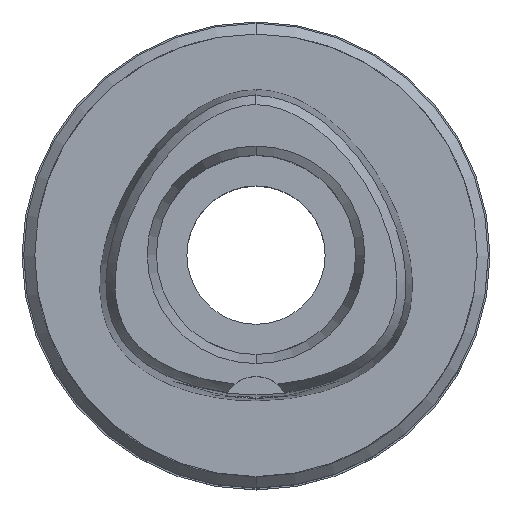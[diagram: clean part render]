
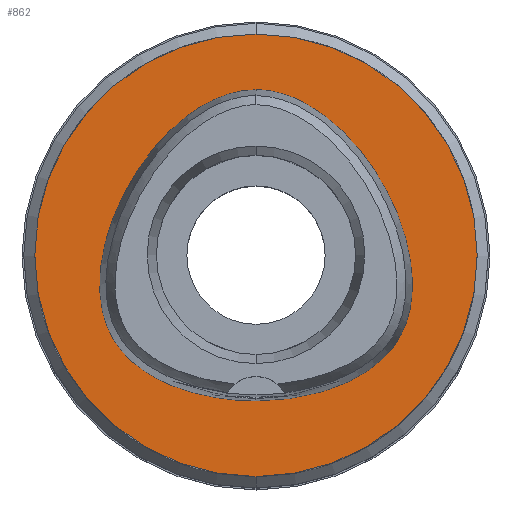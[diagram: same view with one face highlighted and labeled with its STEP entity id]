
A CAD part, top view. The second image highlights one B-rep face of the part: STEP entity #862.
In plain terms, the highlighted planar face has unit normal (0, 0, 1).
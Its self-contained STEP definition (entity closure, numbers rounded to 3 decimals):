
#68 = CARTESIAN_POINT ( 'NONE',  ( -6.373, 12.669, 0. ) ) ;
#90 = AXIS2_PLACEMENT_3D ( 'NONE', #239, #4646, #1678 ) ;
#113 = CARTESIAN_POINT ( 'NONE',  ( -3.782, 14.194, 0. ) ) ;
#133 = CARTESIAN_POINT ( 'NONE',  ( -13.738, -5.737, 0. ) ) ;
#160 = CARTESIAN_POINT ( 'NONE',  ( -13.214, 2.96, 0. ) ) ;
#215 = DIRECTION ( 'NONE',  ( 0., -1., 0. ) ) ;
#239 = CARTESIAN_POINT ( 'NONE',  ( 0., 0., 0. ) ) ;
#242 = ORIENTED_EDGE ( 'NONE', *, *, #1847, .F. ) ;
#444 = CARTESIAN_POINT ( 'NONE',  ( -7.162, -12.032, 0. ) ) ;
#566 = CARTESIAN_POINT ( 'NONE',  ( 0., 0., 0. ) ) ;
#718 = EDGE_LOOP ( 'NONE', ( #4058, #956 ) ) ;
#822 = CARTESIAN_POINT ( 'NONE',  ( 1.632, 14.847, 0. ) ) ;
#862 = ADVANCED_FACE ( 'NONE', ( #2406, #1337 ), #1710, .F. ) ;
#956 = ORIENTED_EDGE ( 'NONE', *, *, #3820, .F. ) ;
#1045 = CARTESIAN_POINT ( 'NONE',  ( 0., -13.163, 0. ) ) ;
#1154 = CARTESIAN_POINT ( 'NONE',  ( -14.173, -2.619, 0. ) ) ;
#1163 = B_SPLINE_CURVE_WITH_KNOTS ( 'NONE', 3,
 ( #3416, #3085, #1625, #4460, #1228, #2279, #3037, #1911, #4530, #1303, #1953, #3387, #4052, #1603, #1274, #4149, #1977, #3715, #4483, #822, #2622, #1929 ),
 .UNSPECIFIED., .F., .F.,
 ( 4, 1, 1, 1, 1, 1, 1, 1, 1, 1, 1, 1, 1, 1, 1, 1, 1, 1, 1, 4 ),
 ( 0., 0.083, 0.167, 0.208, 0.25, 0.292, 0.312, 0.333, 0.354, 0.375, 0.417, 0.458, 0.5, 0.583, 0.667, 0.75, 0.833, 0.917, 0.958, 1. ),
 .UNSPECIFIED. ) ;
#1195 = CARTESIAN_POINT ( 'NONE',  ( 0., -13.163, 0. ) ) ;
#1228 = CARTESIAN_POINT ( 'NONE',  ( 9.355, -10.965, 0. ) ) ;
#1274 = CARTESIAN_POINT ( 'NONE',  ( 13.214, 2.96, 0. ) ) ;
#1283 = DIRECTION ( 'NONE',  ( 0., 0., -1. ) ) ;
#1303 = CARTESIAN_POINT ( 'NONE',  ( 13.341, -6.76, 0. ) ) ;
#1337 = FACE_BOUND ( 'NONE', #2949, .T. ) ;
#1512 = CARTESIAN_POINT ( 'NONE',  ( -12.525, -8.174, 0. ) ) ;
#1550 = CARTESIAN_POINT ( 'NONE',  ( -14.001, -0.186, 0. ) ) ;
#1603 = CARTESIAN_POINT ( 'NONE',  ( 14.001, -0.186, 0. ) ) ;
#1625 = CARTESIAN_POINT ( 'NONE',  ( 4.043, -12.924, 0. ) ) ;
#1678 = DIRECTION ( 'NONE',  ( 0., 1., 0. ) ) ;
#1710 = PLANE ( 'NONE',  #3837 ) ;
#1811 = CARTESIAN_POINT ( 'NONE',  ( 0., 14.963, 0. ) ) ;
#1827 = AXIS2_PLACEMENT_3D ( 'NONE', #566, #2001, #215 ) ;
#1847 = EDGE_CURVE ( 'NONE', #3378, #2889, #3997, .T. ) ;
#1905 = CARTESIAN_POINT ( 'NONE',  ( -11.503, 6.641, 0. ) ) ;
#1911 = CARTESIAN_POINT ( 'NONE',  ( 12.525, -8.174, 0. ) ) ;
#1929 = CARTESIAN_POINT ( 'NONE',  ( 0., 14.963, 0. ) ) ;
#1953 = CARTESIAN_POINT ( 'NONE',  ( 13.738, -5.737, 0. ) ) ;
#1977 = CARTESIAN_POINT ( 'NONE',  ( 9.171, 9.964, 0. ) ) ;
#2001 = DIRECTION ( 'NONE',  ( 0., 0., -1. ) ) ;
#2230 = CARTESIAN_POINT ( 'NONE',  ( -0.544, 14.963, 0. ) ) ;
#2249 = CARTESIAN_POINT ( 'NONE',  ( -11.837, -9.029, 0. ) ) ;
#2279 = CARTESIAN_POINT ( 'NONE',  ( 10.811, -9.988, 0. ) ) ;
#2296 = CARTESIAN_POINT ( 'NONE',  ( -13.341, -6.76, 0. ) ) ;
#2406 = FACE_OUTER_BOUND ( 'NONE', #718, .T. ) ;
#2595 = CARTESIAN_POINT ( 'NONE',  ( 0., 14.963, 0. ) ) ;
#2622 = CARTESIAN_POINT ( 'NONE',  ( 0.544, 14.963, 0. ) ) ;
#2641 = CARTESIAN_POINT ( 'NONE',  ( -1.632, 14.847, 0. ) ) ;
#2734 = DIRECTION ( 'NONE',  ( 0., -1., 0. ) ) ;
#2889 = VERTEX_POINT ( 'NONE', #1045 ) ;
#2931 = VERTEX_POINT ( 'NONE', #4606 ) ;
#2949 = EDGE_LOOP ( 'NONE', ( #242, #4555 ) ) ;
#2979 = CARTESIAN_POINT ( 'NONE',  ( -10.811, -9.988, 0. ) ) ;
#3016 = EDGE_CURVE ( 'NONE', #2889, #3378, #1163, .T. ) ;
#3037 = CARTESIAN_POINT ( 'NONE',  ( 11.837, -9.029, 0. ) ) ;
#3070 = CARTESIAN_POINT ( 'NONE',  ( 0., 0., 0. ) ) ;
#3085 = CARTESIAN_POINT ( 'NONE',  ( 1.348, -13.163, 0. ) ) ;
#3100 = VERTEX_POINT ( 'NONE', #3177 ) ;
#3177 = CARTESIAN_POINT ( 'NONE',  ( 0., -20., 0. ) ) ;
#3197 = EDGE_CURVE ( 'NONE', #2931, #3100, #4532, .T. ) ;
#3378 = VERTEX_POINT ( 'NONE', #1811 ) ;
#3387 = CARTESIAN_POINT ( 'NONE',  ( 14.056, -4.369, 0. ) ) ;
#3416 = CARTESIAN_POINT ( 'NONE',  ( 0., -13.163, 0. ) ) ;
#3626 = CIRCLE ( 'NONE', #1827, 20. ) ;
#3661 = CARTESIAN_POINT ( 'NONE',  ( -9.355, -10.965, 0. ) ) ;
#3688 = CARTESIAN_POINT ( 'NONE',  ( -9.171, 9.964, 0. ) ) ;
#3715 = CARTESIAN_POINT ( 'NONE',  ( 6.373, 12.669, 0. ) ) ;
#3820 = EDGE_CURVE ( 'NONE', #3100, #2931, #3626, .T. ) ;
#3837 = AXIS2_PLACEMENT_3D ( 'NONE', #3070, #1283, #2734 ) ;
#3997 = B_SPLINE_CURVE_WITH_KNOTS ( 'NONE', 3,
 ( #2595, #2230, #2641, #113, #68, #3688, #1905, #160, #1550, #1154, #4048, #133, #2296, #4029, #1512, #2249, #2979, #3661, #444, #4091, #4428, #1195 ),
 .UNSPECIFIED., .F., .F.,
 ( 4, 1, 1, 1, 1, 1, 1, 1, 1, 1, 1, 1, 1, 1, 1, 1, 1, 1, 1, 4 ),
 ( 0., 0.042, 0.083, 0.167, 0.25, 0.333, 0.417, 0.5, 0.542, 0.583, 0.625, 0.646, 0.667, 0.688, 0.708, 0.75, 0.792, 0.833, 0.917, 1. ),
 .UNSPECIFIED. ) ;
#4029 = CARTESIAN_POINT ( 'NONE',  ( -12.971, -7.489, 0. ) ) ;
#4048 = CARTESIAN_POINT ( 'NONE',  ( -14.056, -4.369, 0. ) ) ;
#4052 = CARTESIAN_POINT ( 'NONE',  ( 14.173, -2.619, 0. ) ) ;
#4058 = ORIENTED_EDGE ( 'NONE', *, *, #3197, .F. ) ;
#4091 = CARTESIAN_POINT ( 'NONE',  ( -4.043, -12.924, 0. ) ) ;
#4149 = CARTESIAN_POINT ( 'NONE',  ( 11.503, 6.641, 0. ) ) ;
#4428 = CARTESIAN_POINT ( 'NONE',  ( -1.348, -13.163, 0. ) ) ;
#4460 = CARTESIAN_POINT ( 'NONE',  ( 7.162, -12.032, 0. ) ) ;
#4483 = CARTESIAN_POINT ( 'NONE',  ( 3.782, 14.194, 0. ) ) ;
#4530 = CARTESIAN_POINT ( 'NONE',  ( 12.971, -7.489, 0. ) ) ;
#4532 = CIRCLE ( 'NONE', #90, 20. ) ;
#4555 = ORIENTED_EDGE ( 'NONE', *, *, #3016, .F. ) ;
#4606 = CARTESIAN_POINT ( 'NONE',  ( 0., 20., 0. ) ) ;
#4646 = DIRECTION ( 'NONE',  ( 0., 0., -1. ) ) ;
